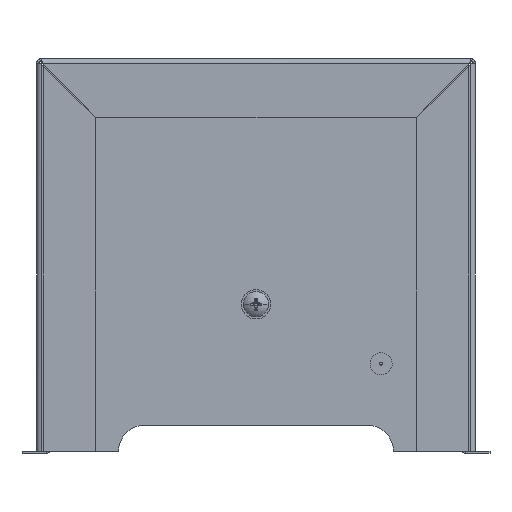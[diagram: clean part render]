
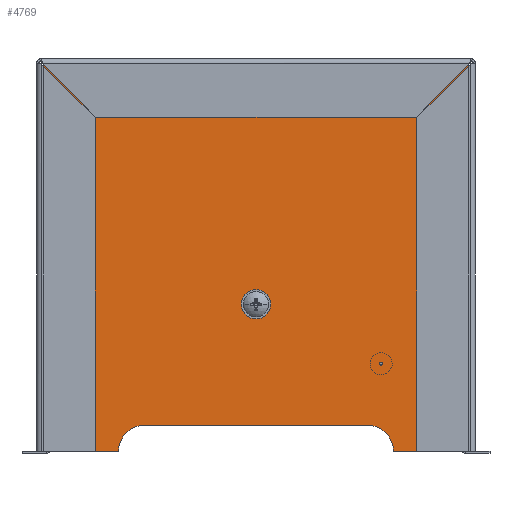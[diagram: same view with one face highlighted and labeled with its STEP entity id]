
A CAD part, front view. The second image highlights one B-rep face of the part: STEP entity #4769.
In plain terms, the highlighted face is planar.
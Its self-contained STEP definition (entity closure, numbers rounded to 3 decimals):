
#56 = CARTESIAN_POINT ( 'NONE',  ( 72.8, 82.3, -0.7 ) ) ;
#175 = CARTESIAN_POINT ( 'NONE',  ( 115.6, 102.6, -0.7 ) ) ;
#200 = LINE ( 'NONE', #8685, #3971 ) ;
#209 = AXIS2_PLACEMENT_3D ( 'NONE', #6152, #1005, #4669 ) ;
#269 = DIRECTION ( 'NONE',  ( 0., 0., -1. ) ) ;
#531 = EDGE_CURVE ( 'NONE', #5645, #7206, #721, .T. ) ;
#565 = VERTEX_POINT ( 'NONE', #8472 ) ;
#721 = LINE ( 'NONE', #2074, #6254 ) ;
#771 = DIRECTION ( 'NONE',  ( 1., 0., 0. ) ) ;
#819 = CARTESIAN_POINT ( 'NONE',  ( 0., 0., -0.7 ) ) ;
#845 = DIRECTION ( 'NONE',  ( 0., 0., 1. ) ) ;
#864 = CIRCLE ( 'NONE', #5918, 0.5 ) ;
#970 = CARTESIAN_POINT ( 'NONE',  ( 34.8, 123.6, -0.7 ) ) ;
#1005 = DIRECTION ( 'NONE',  ( 0., 0., 1. ) ) ;
#1245 = AXIS2_PLACEMENT_3D ( 'NONE', #3628, #7842, #1432 ) ;
#1266 = EDGE_LOOP ( 'NONE', ( #5991, #1393 ) ) ;
#1393 = ORIENTED_EDGE ( 'NONE', *, *, #4797, .T. ) ;
#1426 = ORIENTED_EDGE ( 'NONE', *, *, #5888, .F. ) ;
#1432 = DIRECTION ( 'NONE',  ( 1., 0., 0. ) ) ;
#1474 = ORIENTED_EDGE ( 'NONE', *, *, #8216, .T. ) ;
#1849 = VERTEX_POINT ( 'NONE', #5265 ) ;
#1853 = CARTESIAN_POINT ( 'NONE',  ( 115.6, 102.6, -0.7 ) ) ;
#2074 = CARTESIAN_POINT ( 'NONE',  ( 0., 0., -0.7 ) ) ;
#2237 = CARTESIAN_POINT ( 'NONE',  ( 0., 0., -0.7 ) ) ;
#2273 = VERTEX_POINT ( 'NONE', #3232 ) ;
#2297 = ORIENTED_EDGE ( 'NONE', *, *, #3575, .T. ) ;
#2344 = ORIENTED_EDGE ( 'NONE', *, *, #2473, .F. ) ;
#2473 = EDGE_CURVE ( 'NONE', #7370, #4172, #9105, .T. ) ;
#2556 = DIRECTION ( 'NONE',  ( 0., 0., 1. ) ) ;
#2592 = VECTOR ( 'NONE', #4417, 1000. ) ;
#2649 = VECTOR ( 'NONE', #3280, 1000. ) ;
#2894 = VERTEX_POINT ( 'NONE', #8368 ) ;
#2932 = CARTESIAN_POINT ( 'NONE',  ( 145.6, 0., -0.7 ) ) ;
#2944 = CIRCLE ( 'NONE', #6347, 3.25 ) ;
#3073 = EDGE_CURVE ( 'NONE', #2894, #4970, #2944, .T. ) ;
#3150 = CARTESIAN_POINT ( 'NONE',  ( 0., 0., -0.7 ) ) ;
#3153 = EDGE_CURVE ( 'NONE', #565, #2273, #200, .T. ) ;
#3232 = CARTESIAN_POINT ( 'NONE',  ( 0., 132.6, -0.7 ) ) ;
#3280 = DIRECTION ( 'NONE',  ( 0., -1., 0. ) ) ;
#3297 = DIRECTION ( 'NONE',  ( 0., 0., 1. ) ) ;
#3347 = LINE ( 'NONE', #9040, #4454 ) ;
#3575 = EDGE_CURVE ( 'NONE', #565, #4783, #4495, .T. ) ;
#3598 = AXIS2_PLACEMENT_3D ( 'NONE', #6038, #3297, #7557 ) ;
#3628 = CARTESIAN_POINT ( 'NONE',  ( 110.8, 132.6, -0.7 ) ) ;
#3755 = FACE_BOUND ( 'NONE', #4958, .T. ) ;
#3819 = VERTEX_POINT ( 'NONE', #4169 ) ;
#3916 = CIRCLE ( 'NONE', #209, 3.25 ) ;
#3971 = VECTOR ( 'NONE', #7392, 1000. ) ;
#4063 = DIRECTION ( 'NONE',  ( -1., 0., 0. ) ) ;
#4068 = CARTESIAN_POINT ( 'NONE',  ( 145.6, 132.6, -0.7 ) ) ;
#4169 = CARTESIAN_POINT ( 'NONE',  ( 116.1, 102.6, -0.7 ) ) ;
#4172 = VERTEX_POINT ( 'NONE', #7587 ) ;
#4213 = AXIS2_PLACEMENT_3D ( 'NONE', #1853, #2556, #5527 ) ;
#4313 = DIRECTION ( 'NONE',  ( -1., 0., 0. ) ) ;
#4337 = DIRECTION ( 'NONE',  ( 1., 0., 0. ) ) ;
#4360 = FACE_OUTER_BOUND ( 'NONE', #5352, .T. ) ;
#4417 = DIRECTION ( 'NONE',  ( 0., 1., 0. ) ) ;
#4454 = VECTOR ( 'NONE', #5302, 1000. ) ;
#4495 = CIRCLE ( 'NONE', #3598, 9. ) ;
#4637 = CARTESIAN_POINT ( 'NONE',  ( 76.05, 82.3, -0.7 ) ) ;
#4669 = DIRECTION ( 'NONE',  ( 1., 0., 0. ) ) ;
#4769 = ADVANCED_FACE ( 'NONE', ( #3755, #6591, #4360 ), #7184, .T. ) ;
#4783 = VERTEX_POINT ( 'NONE', #970 ) ;
#4797 = EDGE_CURVE ( 'NONE', #3819, #9038, #864, .T. ) ;
#4847 = EDGE_CURVE ( 'NONE', #2273, #5645, #5945, .T. ) ;
#4958 = EDGE_LOOP ( 'NONE', ( #7702, #1474 ) ) ;
#4970 = VERTEX_POINT ( 'NONE', #4637 ) ;
#5265 = CARTESIAN_POINT ( 'NONE',  ( 110.8, 123.6, -0.7 ) ) ;
#5302 = DIRECTION ( 'NONE',  ( 1., 0., 0. ) ) ;
#5352 = EDGE_LOOP ( 'NONE', ( #6780, #2297, #6089, #5522, #2344, #1426, #6406, #7308 ) ) ;
#5452 = AXIS2_PLACEMENT_3D ( 'NONE', #819, #269, #4313 ) ;
#5508 = EDGE_CURVE ( 'NONE', #1849, #4172, #9093, .T. ) ;
#5522 = ORIENTED_EDGE ( 'NONE', *, *, #5508, .T. ) ;
#5527 = DIRECTION ( 'NONE',  ( 1., 0., 0. ) ) ;
#5645 = VERTEX_POINT ( 'NONE', #2237 ) ;
#5723 = VECTOR ( 'NONE', #4063, 1000. ) ;
#5834 = CIRCLE ( 'NONE', #4213, 0.5 ) ;
#5888 = EDGE_CURVE ( 'NONE', #7206, #7370, #7194, .T. ) ;
#5918 = AXIS2_PLACEMENT_3D ( 'NONE', #175, #7138, #771 ) ;
#5945 = LINE ( 'NONE', #3150, #2649 ) ;
#5991 = ORIENTED_EDGE ( 'NONE', *, *, #6998, .T. ) ;
#6038 = CARTESIAN_POINT ( 'NONE',  ( 34.8, 132.6, -0.7 ) ) ;
#6089 = ORIENTED_EDGE ( 'NONE', *, *, #6695, .T. ) ;
#6152 = CARTESIAN_POINT ( 'NONE',  ( 72.8, 82.3, -0.7 ) ) ;
#6254 = VECTOR ( 'NONE', #9110, 1000. ) ;
#6347 = AXIS2_PLACEMENT_3D ( 'NONE', #56, #845, #4337 ) ;
#6406 = ORIENTED_EDGE ( 'NONE', *, *, #531, .F. ) ;
#6591 = FACE_BOUND ( 'NONE', #1266, .T. ) ;
#6695 = EDGE_CURVE ( 'NONE', #4783, #1849, #3347, .T. ) ;
#6780 = ORIENTED_EDGE ( 'NONE', *, *, #3153, .F. ) ;
#6937 = CARTESIAN_POINT ( 'NONE',  ( 0., 132.6, -0.7 ) ) ;
#6998 = EDGE_CURVE ( 'NONE', #9038, #3819, #5834, .T. ) ;
#7138 = DIRECTION ( 'NONE',  ( 0., 0., 1. ) ) ;
#7184 = PLANE ( 'NONE',  #5452 ) ;
#7194 = LINE ( 'NONE', #2932, #2592 ) ;
#7206 = VERTEX_POINT ( 'NONE', #7979 ) ;
#7308 = ORIENTED_EDGE ( 'NONE', *, *, #4847, .F. ) ;
#7370 = VERTEX_POINT ( 'NONE', #4068 ) ;
#7392 = DIRECTION ( 'NONE',  ( -1., 0., 0. ) ) ;
#7557 = DIRECTION ( 'NONE',  ( 1., 0., 0. ) ) ;
#7587 = CARTESIAN_POINT ( 'NONE',  ( 119.8, 132.6, -0.7 ) ) ;
#7702 = ORIENTED_EDGE ( 'NONE', *, *, #3073, .T. ) ;
#7842 = DIRECTION ( 'NONE',  ( 0., 0., 1. ) ) ;
#7979 = CARTESIAN_POINT ( 'NONE',  ( 145.6, 0., -0.7 ) ) ;
#8216 = EDGE_CURVE ( 'NONE', #4970, #2894, #3916, .T. ) ;
#8224 = CARTESIAN_POINT ( 'NONE',  ( 115.1, 102.6, -0.7 ) ) ;
#8368 = CARTESIAN_POINT ( 'NONE',  ( 69.55, 82.3, -0.7 ) ) ;
#8472 = CARTESIAN_POINT ( 'NONE',  ( 25.8, 132.6, -0.7 ) ) ;
#8685 = CARTESIAN_POINT ( 'NONE',  ( 0., 132.6, -0.7 ) ) ;
#9038 = VERTEX_POINT ( 'NONE', #8224 ) ;
#9040 = CARTESIAN_POINT ( 'NONE',  ( 0., 123.6, -0.7 ) ) ;
#9093 = CIRCLE ( 'NONE', #1245, 9. ) ;
#9105 = LINE ( 'NONE', #6937, #5723 ) ;
#9110 = DIRECTION ( 'NONE',  ( 1., 0., 0. ) ) ;
